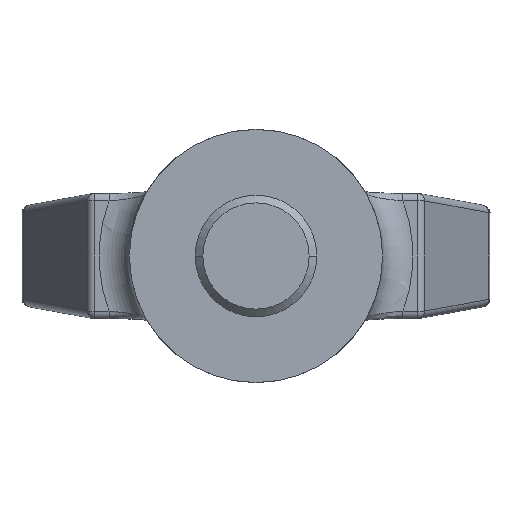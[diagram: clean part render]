
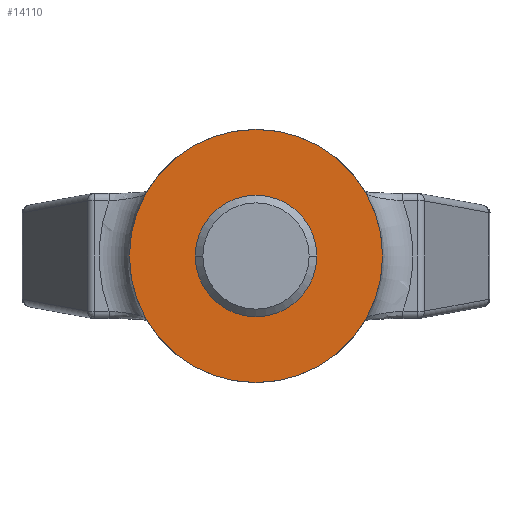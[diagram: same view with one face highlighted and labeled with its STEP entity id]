
A CAD part, front view. The second image highlights one B-rep face of the part: STEP entity #14110.
In plain terms, the highlighted planar face has unit normal (0, -1, 0).
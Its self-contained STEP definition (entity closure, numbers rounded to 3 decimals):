
#4921=CARTESIAN_POINT('',(0.,-44.5,0.));
#4922=DIRECTION('',(0.,-1.,0.));
#4923=DIRECTION('',(-1.,0.,0.));
#4924=AXIS2_PLACEMENT_3D('',#4921,#4922,#4923);
#4926=CARTESIAN_POINT('',(0.,-44.5,0.));
#4927=DIRECTION('',(0.,1.,0.));
#4928=DIRECTION('',(-1.,0.,0.));
#4929=AXIS2_PLACEMENT_3D('',#4926,#4927,#4928);
#4985=CARTESIAN_POINT('',(-25.,-44.5,0.));
#4986=CARTESIAN_POINT('',(25.,-44.5,0.));
#4987=VERTEX_POINT('',#4985);
#4988=VERTEX_POINT('',#4986);
#14101=CARTESIAN_POINT('',(0.,-44.5,0.));
#14102=DIRECTION('',(0.,1.,0.));
#14103=DIRECTION('',(1.,0.,0.));
#14104=AXIS2_PLACEMENT_3D('',#14101,#14102,#14103);
#14105=PLANE('',#14104);
#14106=ORIENTED_EDGE('',*,*,#7577,.F.);
#14107=ORIENTED_EDGE('',*,*,#6426,.T.);
#14108=EDGE_LOOP('',(#14106,#14107));
#14109=FACE_OUTER_BOUND('',#14108,.F.);
#14110=ADVANCED_FACE('',(#14109),#14105,.F.);
#4925=CIRCLE('',#4924,25.);
#4930=CIRCLE('',#4929,25.);
#6426=EDGE_CURVE('',#4987,#4988,#4930,.T.);
#7577=EDGE_CURVE('',#4987,#4988,#4925,.T.);
